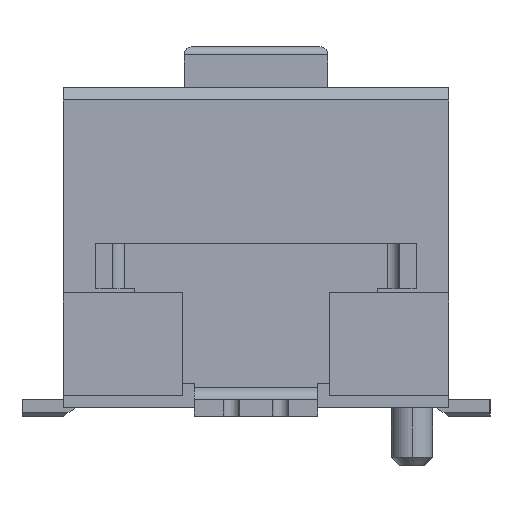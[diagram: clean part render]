
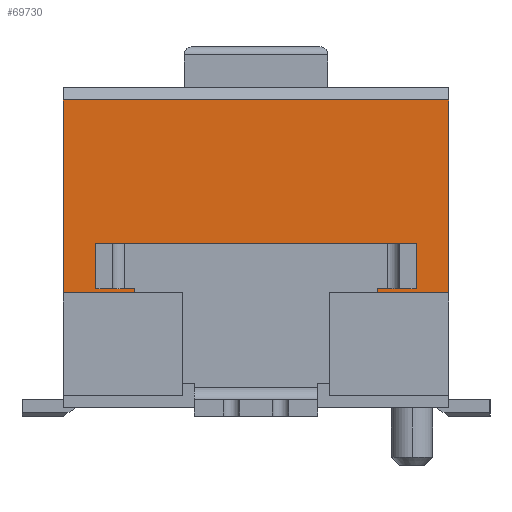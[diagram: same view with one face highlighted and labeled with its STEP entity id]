
A CAD part, left-side view. The second image highlights one B-rep face of the part: STEP entity #69730.
In plain terms, the highlighted planar face has unit normal (-1, 0, 0).
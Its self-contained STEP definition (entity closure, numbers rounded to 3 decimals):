
#46020=CARTESIAN_POINT('',(-9.1,1.6,1.5));
#46030=VERTEX_POINT('',#46020);
#46080=CARTESIAN_POINT('',(-9.1,0.,-0.1));
#46090=DIRECTION('',(0.,-0.707,-0.707));
#46100=VECTOR('',#46090,1.);
#46110=LINE('',#46080,#46100);
#46120=CARTESIAN_POINT('',(-9.1,1.5,1.4));
#46130=VERTEX_POINT('',#46120);
#46140=EDGE_CURVE('',#46030,#46130,#46110,.T.);
#51700=CARTESIAN_POINT('',(-9.1,-1.475,1.55));
#51710=VERTEX_POINT('',#51700);
#51740=CARTESIAN_POINT('',(-9.1,-1.475,0.));
#51750=DIRECTION('',(0.,0.,-1.));
#51760=VECTOR('',#51750,1.);
#51770=LINE('',#51740,#51760);
#51780=CARTESIAN_POINT('',(-9.1,-1.475,0.6));
#51790=VERTEX_POINT('',#51780);
#51800=EDGE_CURVE('',#51710,#51790,#51770,.T.);
#53370=CARTESIAN_POINT('',(-9.1,1.475,0.6));
#53380=VERTEX_POINT('',#53370);
#53430=CARTESIAN_POINT('',(-9.1,1.475,0.));
#53440=DIRECTION('',(0.,0.,-1.));
#53450=VECTOR('',#53440,1.);
#53460=LINE('',#53430,#53450);
#53470=CARTESIAN_POINT('',(-9.1,1.475,1.55));
#53480=VERTEX_POINT('',#53470);
#53490=EDGE_CURVE('',#53480,#53380,#53460,.T.);
#55780=CARTESIAN_POINT('',(-9.1,-1.65,2.1));
#55790=VERTEX_POINT('',#55780);
#55820=CARTESIAN_POINT('',(-9.1,-1.65,1.724));
#55830=DIRECTION('',(0.,0.,1.));
#55840=VECTOR('',#55830,1.);
#55850=LINE('',#55820,#55840);
#55860=CARTESIAN_POINT('',(-9.1,-1.65,1.55));
#55870=VERTEX_POINT('',#55860);
#55880=EDGE_CURVE('',#55870,#55790,#55850,.T.);
#68580=CARTESIAN_POINT('',(-9.1,2.518,-0.044));
#68590=DIRECTION('',(-1.,0.,0.));
#68600=DIRECTION('',(0.,1.,0.));
#68610=AXIS2_PLACEMENT_3D('',#68580,#68590,#68600);
#68620=PLANE('',#68610);
#68630=ORIENTED_EDGE('',*,*,#55880,.F.);
#68640=CARTESIAN_POINT('',(-9.1,0.,2.1));
#68650=DIRECTION('',(0.,-1.,0.));
#68660=VECTOR('',#68650,1.);
#68670=LINE('',#68640,#68660);
#68680=CARTESIAN_POINT('',(-9.1,1.65,2.1));
#68690=VERTEX_POINT('',#68680);
#68700=EDGE_CURVE('',#68690,#55790,#68670,.T.);
#68710=ORIENTED_EDGE('',*,*,#68700,.T.);
#68720=CARTESIAN_POINT('',(-9.1,1.65,0.122));
#68730=DIRECTION('',(0.,0.,1.));
#68740=VECTOR('',#68730,1.);
#68750=LINE('',#68720,#68740);
#68760=CARTESIAN_POINT('',(-9.1,1.65,1.55));
#68770=VERTEX_POINT('',#68760);
#68780=EDGE_CURVE('',#68770,#68690,#68750,.T.);
#68790=ORIENTED_EDGE('',*,*,#68780,.T.);
#68800=CARTESIAN_POINT('',(-9.1,0.,1.55));
#68810=DIRECTION('',(0.,-1.,0.));
#68820=VECTOR('',#68810,1.);
#68830=LINE('',#68800,#68820);
#68840=EDGE_CURVE('',#68770,#53480,#68830,.T.);
#68850=ORIENTED_EDGE('',*,*,#68840,.F.);
#68860=ORIENTED_EDGE('',*,*,#53490,.F.);
#68870=CARTESIAN_POINT('',(-9.1,0.,0.6));
#68880=DIRECTION('',(0.,1.,0.));
#68890=VECTOR('',#68880,1.);
#68900=LINE('',#68870,#68890);
#68910=CARTESIAN_POINT('',(-9.1,1.5,0.6));
#68920=VERTEX_POINT('',#68910);
#68930=EDGE_CURVE('',#53380,#68920,#68900,.T.);
#68940=ORIENTED_EDGE('',*,*,#68930,.F.);
#68950=CARTESIAN_POINT('',(-9.1,1.5,0.));
#68960=DIRECTION('',(0.,0.,-1.));
#68970=VECTOR('',#68960,1.);
#68980=LINE('',#68950,#68970);
#68990=EDGE_CURVE('',#46130,#68920,#68980,.T.);
#69000=ORIENTED_EDGE('',*,*,#68990,.T.);
#69010=ORIENTED_EDGE('',*,*,#46140,.T.);
#69020=CARTESIAN_POINT('',(-9.1,0.,1.5));
#69030=DIRECTION('',(0.,-1.,0.));
#69040=VECTOR('',#69030,1.);
#69050=LINE('',#69020,#69040);
#69060=CARTESIAN_POINT('',(-9.1,2.35,1.5));
#69070=VERTEX_POINT('',#69060);
#69080=EDGE_CURVE('',#69070,#46030,#69050,.T.);
#69090=ORIENTED_EDGE('',*,*,#69080,.T.);
#69100=CARTESIAN_POINT('',(-9.1,2.35,0.));
#69110=DIRECTION('',(0.,0.,-1.));
#69120=VECTOR('',#69110,1.);
#69130=LINE('',#69100,#69120);
#69140=CARTESIAN_POINT('',(-9.1,2.35,3.85));
#69150=VERTEX_POINT('',#69140);
#69160=EDGE_CURVE('',#69150,#69070,#69130,.T.);
#69170=ORIENTED_EDGE('',*,*,#69160,.T.);
#69180=CARTESIAN_POINT('',(-9.1,0.,3.85));
#69190=DIRECTION('',(0.,1.,0.));
#69200=VECTOR('',#69190,1.);
#69210=LINE('',#69180,#69200);
#69220=CARTESIAN_POINT('',(-9.1,-2.35,3.85));
#69230=VERTEX_POINT('',#69220);
#69240=EDGE_CURVE('',#69230,#69150,#69210,.T.);
#69250=ORIENTED_EDGE('',*,*,#69240,.T.);
#69260=CARTESIAN_POINT('',(-9.1,-2.35,0.));
#69270=DIRECTION('',(0.,0.,-1.));
#69280=VECTOR('',#69270,1.);
#69290=LINE('',#69260,#69280);
#69300=CARTESIAN_POINT('',(-9.1,-2.35,1.5));
#69310=VERTEX_POINT('',#69300);
#69320=EDGE_CURVE('',#69230,#69310,#69290,.T.);
#69330=ORIENTED_EDGE('',*,*,#69320,.F.);
#69340=CARTESIAN_POINT('',(-9.1,0.,1.5));
#69350=DIRECTION('',(0.,-1.,0.));
#69360=VECTOR('',#69350,1.);
#69370=LINE('',#69340,#69360);
#69380=CARTESIAN_POINT('',(-9.1,-1.6,1.5));
#69390=VERTEX_POINT('',#69380);
#69400=EDGE_CURVE('',#69390,#69310,#69370,.T.);
#69410=ORIENTED_EDGE('',*,*,#69400,.T.);
#69420=CARTESIAN_POINT('',(-9.1,-0.1,0.));
#69430=DIRECTION('',(0.,-0.707,0.707));
#69440=VECTOR('',#69430,1.);
#69450=LINE('',#69420,#69440);
#69460=CARTESIAN_POINT('',(-9.1,-1.5,1.4));
#69470=VERTEX_POINT('',#69460);
#69480=EDGE_CURVE('',#69470,#69390,#69450,.T.);
#69490=ORIENTED_EDGE('',*,*,#69480,.T.);
#69500=CARTESIAN_POINT('',(-9.1,-1.5,0.));
#69510=DIRECTION('',(0.,0.,1.));
#69520=VECTOR('',#69510,1.);
#69530=LINE('',#69500,#69520);
#69540=CARTESIAN_POINT('',(-9.1,-1.5,0.6));
#69550=VERTEX_POINT('',#69540);
#69560=EDGE_CURVE('',#69550,#69470,#69530,.T.);
#69570=ORIENTED_EDGE('',*,*,#69560,.T.);
#69580=CARTESIAN_POINT('',(-9.1,0.,0.6));
#69590=DIRECTION('',(0.,-1.,0.));
#69600=VECTOR('',#69590,1.);
#69610=LINE('',#69580,#69600);
#69620=EDGE_CURVE('',#51790,#69550,#69610,.T.);
#69630=ORIENTED_EDGE('',*,*,#69620,.T.);
#69640=ORIENTED_EDGE('',*,*,#51800,.T.);
#69650=CARTESIAN_POINT('',(-9.1,0.,1.55));
#69660=DIRECTION('',(0.,1.,0.));
#69670=VECTOR('',#69660,1.);
#69680=LINE('',#69650,#69670);
#69690=EDGE_CURVE('',#55870,#51710,#69680,.T.);
#69700=ORIENTED_EDGE('',*,*,#69690,.T.);
#69710=EDGE_LOOP('',(#69700,#69640,#69630,#69570,#69490,#69410,#69330,
#69250,#69170,#69090,#69010,#69000,#68940,#68860,#68850,#68790,#68710,
#68630));
#69720=FACE_OUTER_BOUND('',#69710,.T.);
#69730=ADVANCED_FACE('',(#69720),#68620,.T.);
